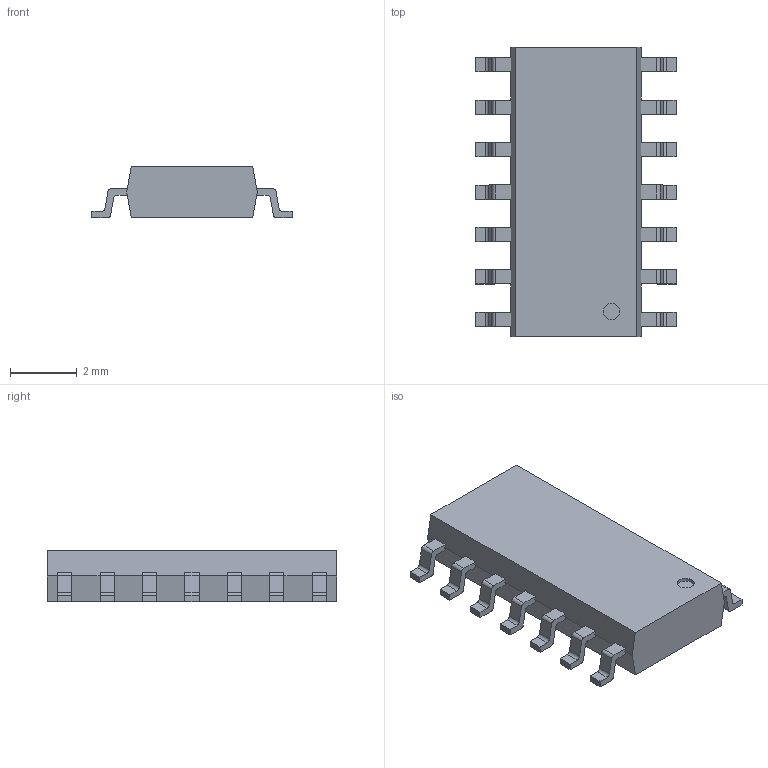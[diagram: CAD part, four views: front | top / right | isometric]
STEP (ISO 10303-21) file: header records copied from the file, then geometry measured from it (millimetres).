
FILE_DESCRIPTION(/* description */ (''),/* implementation_level */ '2;1');
FILE_NAME(/* name */ 'ssop14 v2.step',/* time_stamp */ '2018-05-31T16:35:24-05:00',/* author */ (''),/* organization */ (''),/* preprocessor_version */ 'ST-DEVELOPER v17',/* originating_system */ 'Autodesk Translation Framework v7.1.0.215',/* authorisation */ '');
FILE_SCHEMA (('AUTOMOTIVE_DESIGN { 1 0 10303 214 3 1 1 }'));
Length unit declared in the file: millimetre
Products named in the file (1): ssop14
Bounding box: 6 x 8.65 x 1.55 mm (x, y, z)
Volume: 52.3 mm3; surface area: 129.4 mm2
Topology: 1 solids, 1 shells, 192 faces, 567 edges, 378 vertices
Faces by surface type: plane 135, cylinder 57
Full cylindrical faces by diameter (mm): 0.5 x1
Entity records: 6418 total; most frequent: CARTESIAN_POINT 1138, ORIENTED_EDGE 1134, DIRECTION 1067, EDGE_CURVE 567, LINE 453, VECTOR 453, VERTEX_POINT 378, AXIS2_PLACEMENT_3D 307
